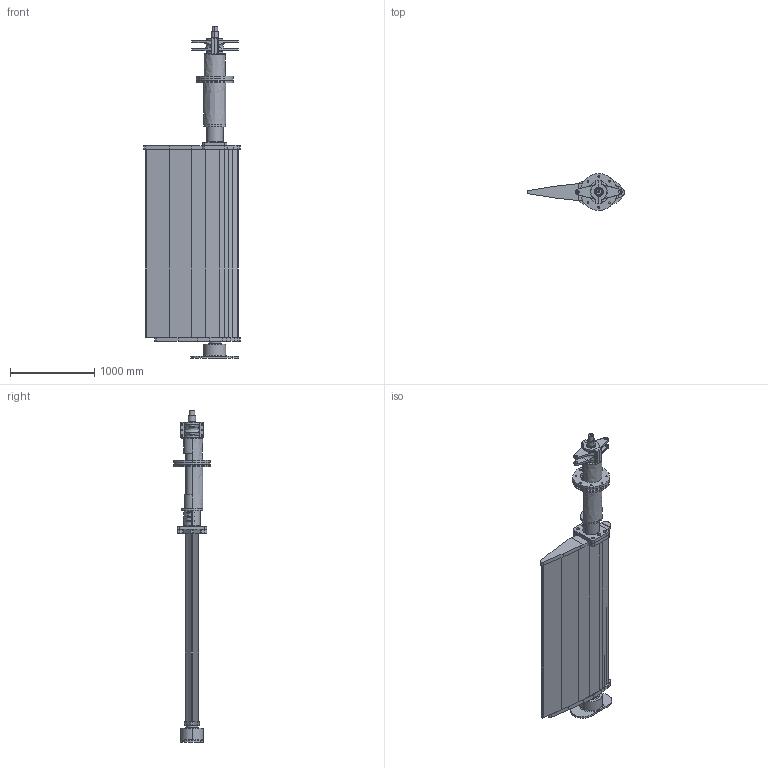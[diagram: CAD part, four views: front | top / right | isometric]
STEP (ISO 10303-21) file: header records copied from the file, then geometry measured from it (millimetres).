
FILE_DESCRIPTION(('FreeCAD Model'),'2;1');
FILE_NAME('Open CASCADE Shape Model','2025-04-17T13:19:24',('FreeCAD'),( 'FreeCAD'),'Open CASCADE STEP processor 7.6','FreeCAD','Unknown');
FILE_SCHEMA(('AUTOMOTIVE_DESIGN { 1 0 10303 214 1 1 1 1 }'));
Length unit declared in the file: millimetre
Products named in the file (1): Open CASCADE STEP translator 7.6 1
Bounding box: 1149.6 x 436.55 x 3941.86 mm (x, y, z)
Volume: 365014845.5 mm3; surface area: 11346404.2 mm2
Topology: 22 solids, 22 shells, 571 faces, 1466 edges, 927 vertices
Faces by surface type: bspline 571
Entity records: 21321 total; most frequent: CARTESIAN_POINT 13116, ORIENTED_EDGE 2864, EDGE_CURVE 1432, VERTEX_POINT 927, B_SPLINE_CURVE_WITH_KNOTS 733, FACE_BOUND 727, EDGE_LOOP 727, ADVANCED_FACE 571
